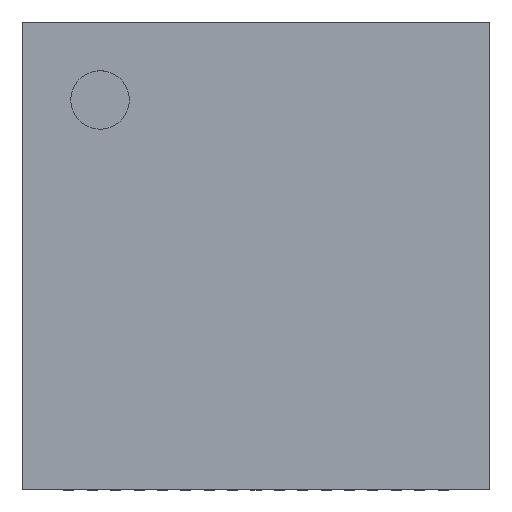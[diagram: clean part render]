
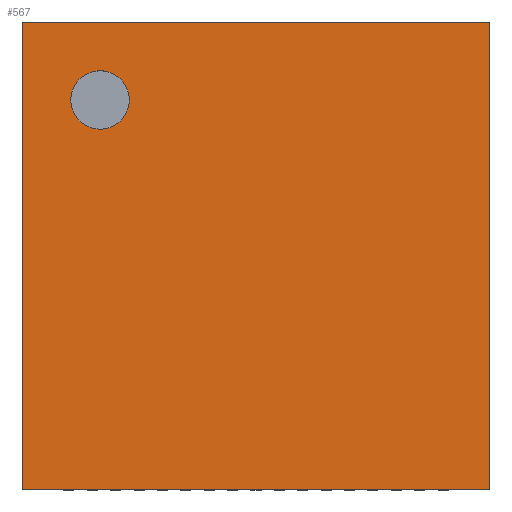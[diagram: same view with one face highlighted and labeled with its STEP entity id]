
A CAD part, top view. The second image highlights one B-rep face of the part: STEP entity #567.
In plain terms, the highlighted planar face has unit normal (0, 0, 1).
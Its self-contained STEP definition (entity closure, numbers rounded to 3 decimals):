
#378 = VERTEX_POINT('',#379);
#379 = CARTESIAN_POINT('',(0.,0.,0.8));
#386 = PLANE('',#387);
#387 = AXIS2_PLACEMENT_3D('',#388,#389,#390);
#388 = CARTESIAN_POINT('',(0.,0.,0.));
#389 = DIRECTION('',(1.,0.,-0.));
#390 = DIRECTION('',(0.,0.,1.));
#398 = PLANE('',#399);
#399 = AXIS2_PLACEMENT_3D('',#400,#401,#402);
#400 = CARTESIAN_POINT('',(0.,0.,0.));
#401 = DIRECTION('',(-0.,1.,0.));
#402 = DIRECTION('',(0.,0.,1.));
#439 = VERTEX_POINT('',#440);
#440 = CARTESIAN_POINT('',(0.,7.,0.8));
#454 = PLANE('',#455);
#455 = AXIS2_PLACEMENT_3D('',#456,#457,#458);
#456 = CARTESIAN_POINT('',(0.,7.,0.));
#457 = DIRECTION('',(-0.,1.,0.));
#458 = DIRECTION('',(0.,0.,1.));
#466 = EDGE_CURVE('',#378,#439,#467,.T.);
#467 = SURFACE_CURVE('',#468,(#472,#479),.PCURVE_S1.);
#468 = LINE('',#469,#470);
#469 = CARTESIAN_POINT('',(0.,0.,0.8));
#470 = VECTOR('',#471,1.);
#471 = DIRECTION('',(-0.,1.,0.));
#472 = PCURVE('',#386,#473);
#473 = DEFINITIONAL_REPRESENTATION('',(#474),#478);
#474 = LINE('',#475,#476);
#475 = CARTESIAN_POINT('',(0.8,0.));
#476 = VECTOR('',#477,1.);
#477 = DIRECTION('',(0.,-1.));
#478 = ( GEOMETRIC_REPRESENTATION_CONTEXT(2) 
PARAMETRIC_REPRESENTATION_CONTEXT() REPRESENTATION_CONTEXT('2D SPACE',''
  ) );
#479 = PCURVE('',#480,#485);
#480 = PLANE('',#481);
#481 = AXIS2_PLACEMENT_3D('',#482,#483,#484);
#482 = CARTESIAN_POINT('',(0.,0.,0.8));
#483 = DIRECTION('',(0.,0.,1.));
#484 = DIRECTION('',(1.,0.,-0.));
#485 = DEFINITIONAL_REPRESENTATION('',(#486),#490);
#486 = LINE('',#487,#488);
#487 = CARTESIAN_POINT('',(0.,0.));
#488 = VECTOR('',#489,1.);
#489 = DIRECTION('',(0.,1.));
#490 = ( GEOMETRIC_REPRESENTATION_CONTEXT(2) 
PARAMETRIC_REPRESENTATION_CONTEXT() REPRESENTATION_CONTEXT('2D SPACE',''
  ) );
#519 = EDGE_CURVE('',#378,#520,#522,.T.);
#520 = VERTEX_POINT('',#521);
#521 = CARTESIAN_POINT('',(7.,0.,0.8));
#522 = SURFACE_CURVE('',#523,(#527,#534),.PCURVE_S1.);
#523 = LINE('',#524,#525);
#524 = CARTESIAN_POINT('',(0.,0.,0.8));
#525 = VECTOR('',#526,1.);
#526 = DIRECTION('',(1.,0.,-0.));
#527 = PCURVE('',#398,#528);
#528 = DEFINITIONAL_REPRESENTATION('',(#529),#533);
#529 = LINE('',#530,#531);
#530 = CARTESIAN_POINT('',(0.8,0.));
#531 = VECTOR('',#532,1.);
#532 = DIRECTION('',(0.,1.));
#533 = ( GEOMETRIC_REPRESENTATION_CONTEXT(2) 
PARAMETRIC_REPRESENTATION_CONTEXT() REPRESENTATION_CONTEXT('2D SPACE',''
  ) );
#534 = PCURVE('',#480,#535);
#535 = DEFINITIONAL_REPRESENTATION('',(#536),#540);
#536 = LINE('',#537,#538);
#537 = CARTESIAN_POINT('',(0.,0.));
#538 = VECTOR('',#539,1.);
#539 = DIRECTION('',(1.,0.));
#540 = ( GEOMETRIC_REPRESENTATION_CONTEXT(2) 
PARAMETRIC_REPRESENTATION_CONTEXT() REPRESENTATION_CONTEXT('2D SPACE',''
  ) );
#556 = PLANE('',#557);
#557 = AXIS2_PLACEMENT_3D('',#558,#559,#560);
#558 = CARTESIAN_POINT('',(7.,0.,0.));
#559 = DIRECTION('',(1.,0.,-0.));
#560 = DIRECTION('',(0.,0.,1.));
#567 = ADVANCED_FACE('',(#568,#616),#480,.T.);
#568 = FACE_BOUND('',#569,.T.);
#569 = EDGE_LOOP('',(#570,#571,#572,#595));
#570 = ORIENTED_EDGE('',*,*,#466,.F.);
#571 = ORIENTED_EDGE('',*,*,#519,.T.);
#572 = ORIENTED_EDGE('',*,*,#573,.T.);
#573 = EDGE_CURVE('',#520,#574,#576,.T.);
#574 = VERTEX_POINT('',#575);
#575 = CARTESIAN_POINT('',(7.,7.,0.8));
#576 = SURFACE_CURVE('',#577,(#581,#588),.PCURVE_S1.);
#577 = LINE('',#578,#579);
#578 = CARTESIAN_POINT('',(7.,0.,0.8));
#579 = VECTOR('',#580,1.);
#580 = DIRECTION('',(-0.,1.,0.));
#581 = PCURVE('',#480,#582);
#582 = DEFINITIONAL_REPRESENTATION('',(#583),#587);
#583 = LINE('',#584,#585);
#584 = CARTESIAN_POINT('',(7.,0.));
#585 = VECTOR('',#586,1.);
#586 = DIRECTION('',(0.,1.));
#587 = ( GEOMETRIC_REPRESENTATION_CONTEXT(2) 
PARAMETRIC_REPRESENTATION_CONTEXT() REPRESENTATION_CONTEXT('2D SPACE',''
  ) );
#588 = PCURVE('',#556,#589);
#589 = DEFINITIONAL_REPRESENTATION('',(#590),#594);
#590 = LINE('',#591,#592);
#591 = CARTESIAN_POINT('',(0.8,0.));
#592 = VECTOR('',#593,1.);
#593 = DIRECTION('',(0.,-1.));
#594 = ( GEOMETRIC_REPRESENTATION_CONTEXT(2) 
PARAMETRIC_REPRESENTATION_CONTEXT() REPRESENTATION_CONTEXT('2D SPACE',''
  ) );
#595 = ORIENTED_EDGE('',*,*,#596,.F.);
#596 = EDGE_CURVE('',#439,#574,#597,.T.);
#597 = SURFACE_CURVE('',#598,(#602,#609),.PCURVE_S1.);
#598 = LINE('',#599,#600);
#599 = CARTESIAN_POINT('',(0.,7.,0.8));
#600 = VECTOR('',#601,1.);
#601 = DIRECTION('',(1.,0.,-0.));
#602 = PCURVE('',#480,#603);
#603 = DEFINITIONAL_REPRESENTATION('',(#604),#608);
#604 = LINE('',#605,#606);
#605 = CARTESIAN_POINT('',(0.,7.));
#606 = VECTOR('',#607,1.);
#607 = DIRECTION('',(1.,0.));
#608 = ( GEOMETRIC_REPRESENTATION_CONTEXT(2) 
PARAMETRIC_REPRESENTATION_CONTEXT() REPRESENTATION_CONTEXT('2D SPACE',''
  ) );
#609 = PCURVE('',#454,#610);
#610 = DEFINITIONAL_REPRESENTATION('',(#611),#615);
#611 = LINE('',#612,#613);
#612 = CARTESIAN_POINT('',(0.8,0.));
#613 = VECTOR('',#614,1.);
#614 = DIRECTION('',(0.,1.));
#615 = ( GEOMETRIC_REPRESENTATION_CONTEXT(2) 
PARAMETRIC_REPRESENTATION_CONTEXT() REPRESENTATION_CONTEXT('2D SPACE',''
  ) );
#616 = FACE_BOUND('',#617,.T.);
#617 = EDGE_LOOP('',(#618));
#618 = ORIENTED_EDGE('',*,*,#619,.F.);
#619 = EDGE_CURVE('',#620,#620,#622,.T.);
#620 = VERTEX_POINT('',#621);
#621 = CARTESIAN_POINT('',(1.604,5.833,0.8));
#622 = SURFACE_CURVE('',#623,(#628,#635),.PCURVE_S1.);
#623 = CIRCLE('',#624,0.438);
#624 = AXIS2_PLACEMENT_3D('',#625,#626,#627);
#625 = CARTESIAN_POINT('',(1.167,5.833,0.8));
#626 = DIRECTION('',(0.,0.,1.));
#627 = DIRECTION('',(1.,0.,-0.));
#628 = PCURVE('',#480,#629);
#629 = DEFINITIONAL_REPRESENTATION('',(#630),#634);
#630 = CIRCLE('',#631,0.438);
#631 = AXIS2_PLACEMENT_2D('',#632,#633);
#632 = CARTESIAN_POINT('',(1.167,5.833));
#633 = DIRECTION('',(1.,0.));
#634 = ( GEOMETRIC_REPRESENTATION_CONTEXT(2) 
PARAMETRIC_REPRESENTATION_CONTEXT() REPRESENTATION_CONTEXT('2D SPACE',''
  ) );
#635 = PCURVE('',#636,#641);
#636 = CYLINDRICAL_SURFACE('',#637,0.438);
#637 = AXIS2_PLACEMENT_3D('',#638,#639,#640);
#638 = CARTESIAN_POINT('',(1.167,5.833,0.7));
#639 = DIRECTION('',(0.,0.,1.));
#640 = DIRECTION('',(1.,0.,-0.));
#641 = DEFINITIONAL_REPRESENTATION('',(#642),#646);
#642 = LINE('',#643,#644);
#643 = CARTESIAN_POINT('',(0.,0.1));
#644 = VECTOR('',#645,1.);
#645 = DIRECTION('',(1.,0.));
#646 = ( GEOMETRIC_REPRESENTATION_CONTEXT(2) 
PARAMETRIC_REPRESENTATION_CONTEXT() REPRESENTATION_CONTEXT('2D SPACE',''
  ) );
